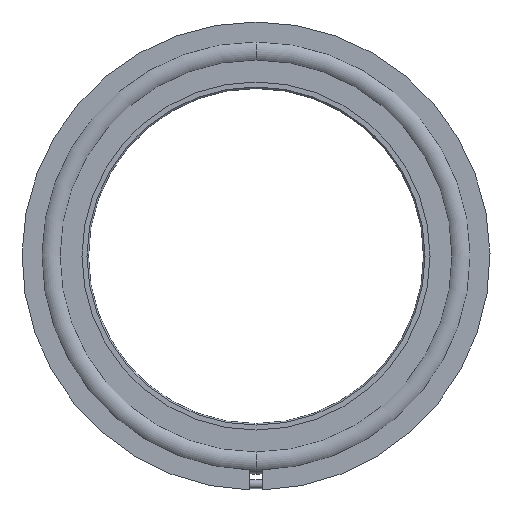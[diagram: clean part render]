
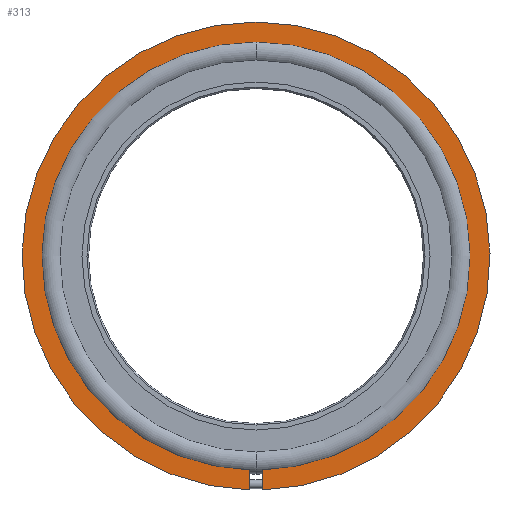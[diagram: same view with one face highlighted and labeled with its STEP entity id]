
A CAD part, front view. The second image highlights one B-rep face of the part: STEP entity #313.
In plain terms, the highlighted planar face has unit normal (0, -1, 0).
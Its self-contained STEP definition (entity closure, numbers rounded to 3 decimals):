
#49 = EDGE_CURVE ( 'NONE', #110, #746, #1491, .T. ) ;
#58 = ORIENTED_EDGE ( 'NONE', *, *, #1123, .F. ) ;
#104 = ORIENTED_EDGE ( 'NONE', *, *, #49, .T. ) ;
#110 = VERTEX_POINT ( 'NONE', #341 ) ;
#159 = LINE ( 'NONE', #626, #997 ) ;
#187 = ORIENTED_EDGE ( 'NONE', *, *, #1022, .F. ) ;
#210 = VERTEX_POINT ( 'NONE', #527 ) ;
#259 = AXIS2_PLACEMENT_3D ( 'NONE', #637, #674, #678 ) ;
#266 = EDGE_CURVE ( 'NONE', #769, #764, #992, .T. ) ;
#288 = EDGE_CURVE ( 'NONE', #110, #769, #159, .T. ) ;
#297 = ORIENTED_EDGE ( 'NONE', *, *, #1504, .T. ) ;
#313 = ADVANCED_FACE ( 'NONE', ( #1332 ), #668, .T. ) ;
#324 = AXIS2_PLACEMENT_3D ( 'NONE', #540, #474, #630 ) ;
#341 = CARTESIAN_POINT ( 'NONE',  ( -1.2, -1.95, -42.778 ) ) ;
#376 = CIRCLE ( 'NONE', #495, 42.794 ) ;
#430 = ORIENTED_EDGE ( 'NONE', *, *, #266, .F. ) ;
#474 = DIRECTION ( 'NONE',  ( 0., 1., 0. ) ) ;
#495 = AXIS2_PLACEMENT_3D ( 'NONE', #1511, #1512, #1514 ) ;
#527 = CARTESIAN_POINT ( 'NONE',  ( 1.2, -1.95, -46.785 ) ) ;
#540 = CARTESIAN_POINT ( 'NONE',  ( 0., -1.95, 0. ) ) ;
#563 = LINE ( 'NONE', #1178, #1098 ) ;
#567 = CARTESIAN_POINT ( 'NONE',  ( 0., -1.95, 0. ) ) ;
#569 = DIRECTION ( 'NONE',  ( 0., 1., 0. ) ) ;
#570 = DIRECTION ( 'NONE',  ( 0., 0., 1. ) ) ;
#626 = CARTESIAN_POINT ( 'NONE',  ( -1.2, -1.95, 0. ) ) ;
#627 = DIRECTION ( 'NONE',  ( 0., 0., -1. ) ) ;
#630 = DIRECTION ( 'NONE',  ( 0., 0., 1. ) ) ;
#637 = CARTESIAN_POINT ( 'NONE',  ( -46.8, -1.95, 0. ) ) ;
#668 = PLANE ( 'NONE',  #259 ) ;
#674 = DIRECTION ( 'NONE',  ( 0., -1., 0. ) ) ;
#678 = DIRECTION ( 'NONE',  ( 0., 0., -1. ) ) ;
#697 = ORIENTED_EDGE ( 'NONE', *, *, #288, .F. ) ;
#746 = VERTEX_POINT ( 'NONE', #988 ) ;
#748 = CIRCLE ( 'NONE', #1355, 46.8 ) ;
#757 = AXIS2_PLACEMENT_3D ( 'NONE', #567, #569, #570 ) ;
#759 = VERTEX_POINT ( 'NONE', #1004 ) ;
#764 = VERTEX_POINT ( 'NONE', #1006 ) ;
#769 = VERTEX_POINT ( 'NONE', #998 ) ;
#988 = CARTESIAN_POINT ( 'NONE',  ( 0., -1.95, 42.794 ) ) ;
#992 = CIRCLE ( 'NONE', #757, 46.8 ) ;
#997 = VECTOR ( 'NONE', #627, 1000. ) ;
#998 = CARTESIAN_POINT ( 'NONE',  ( -1.2, -1.95, -46.785 ) ) ;
#1004 = CARTESIAN_POINT ( 'NONE',  ( 1.2, -1.95, -42.778 ) ) ;
#1006 = CARTESIAN_POINT ( 'NONE',  ( 0., -1.95, 46.8 ) ) ;
#1022 = EDGE_CURVE ( 'NONE', #210, #759, #563, .T. ) ;
#1098 = VECTOR ( 'NONE', #1170, 1000. ) ;
#1123 = EDGE_CURVE ( 'NONE', #764, #210, #748, .T. ) ;
#1170 = DIRECTION ( 'NONE',  ( 0., 0., 1. ) ) ;
#1178 = CARTESIAN_POINT ( 'NONE',  ( 1.2, -1.95, 0. ) ) ;
#1262 = CARTESIAN_POINT ( 'NONE',  ( 0., -1.95, 0. ) ) ;
#1264 = DIRECTION ( 'NONE',  ( 0., 1., 0. ) ) ;
#1265 = DIRECTION ( 'NONE',  ( 0., 0., 1. ) ) ;
#1332 = FACE_OUTER_BOUND ( 'NONE', #1533, .T. ) ;
#1355 = AXIS2_PLACEMENT_3D ( 'NONE', #1262, #1264, #1265 ) ;
#1491 = CIRCLE ( 'NONE', #324, 42.794 ) ;
#1504 = EDGE_CURVE ( 'NONE', #746, #759, #376, .T. ) ;
#1511 = CARTESIAN_POINT ( 'NONE',  ( 0., -1.95, 0. ) ) ;
#1512 = DIRECTION ( 'NONE',  ( 0., 1., 0. ) ) ;
#1514 = DIRECTION ( 'NONE',  ( 0., 0., 1. ) ) ;
#1533 = EDGE_LOOP ( 'NONE', ( #187, #58, #430, #697, #104, #297 ) ) ;
